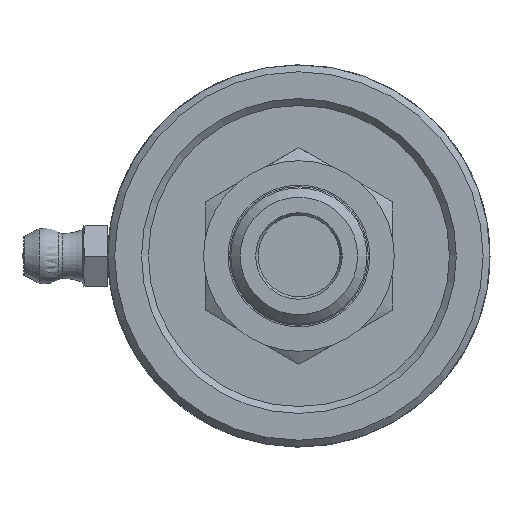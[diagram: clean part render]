
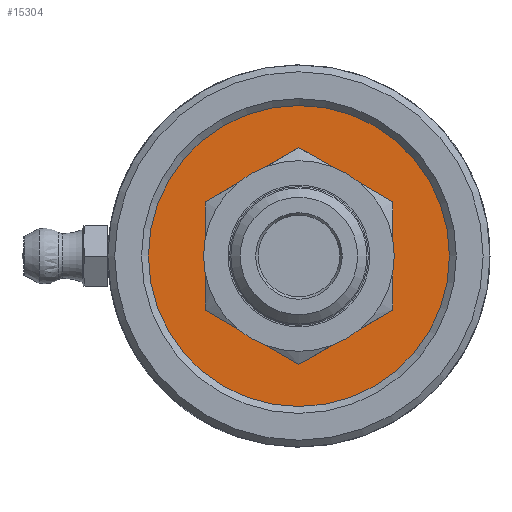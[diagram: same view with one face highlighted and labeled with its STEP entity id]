
A CAD part, left-side view. The second image highlights one B-rep face of the part: STEP entity #15304.
In plain terms, the highlighted planar face has unit normal (-1, 0, 0).
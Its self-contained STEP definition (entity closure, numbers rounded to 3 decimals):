
#379=PLANE('',#16290);
#868=FACE_BOUND('',#2572,.T.);
#1631=FACE_OUTER_BOUND('',#2571,.T.);
#2571=EDGE_LOOP('',(#13773));
#2572=EDGE_LOOP('',(#13774));
#3857=CIRCLE('',#16291,17.525);
#3858=CIRCLE('',#16292,9.575);
#7326=VERTEX_POINT('',#65413);
#7327=VERTEX_POINT('',#65415);
#9503=EDGE_CURVE('',#7326,#7326,#3857,.T.);
#9504=EDGE_CURVE('',#7327,#7327,#3858,.T.);
#13773=ORIENTED_EDGE('',*,*,#9503,.F.);
#13774=ORIENTED_EDGE('',*,*,#9504,.F.);
#15304=ADVANCED_FACE('',(#1631,#868),#379,.F.);
#16290=AXIS2_PLACEMENT_3D('',#65412,#19105,#19106);
#16291=AXIS2_PLACEMENT_3D('',#65414,#19107,#19108);
#16292=AXIS2_PLACEMENT_3D('',#65416,#19109,#19110);
#19105=DIRECTION('center_axis',(1.,0.,0.));
#19106=DIRECTION('ref_axis',(0.,0.,-1.));
#19107=DIRECTION('center_axis',(1.,0.,0.));
#19108=DIRECTION('ref_axis',(0.,1.,0.));
#19109=DIRECTION('center_axis',(-1.,0.,0.));
#19110=DIRECTION('ref_axis',(0.,1.,0.));
#65412=CARTESIAN_POINT('Origin',(2.49,-1.357,0.));
#65413=CARTESIAN_POINT('',(2.49,-17.525,0.));
#65414=CARTESIAN_POINT('Origin',(2.49,0.,0.));
#65415=CARTESIAN_POINT('',(2.49,-9.575,0.));
#65416=CARTESIAN_POINT('Origin',(2.49,0.,0.));
